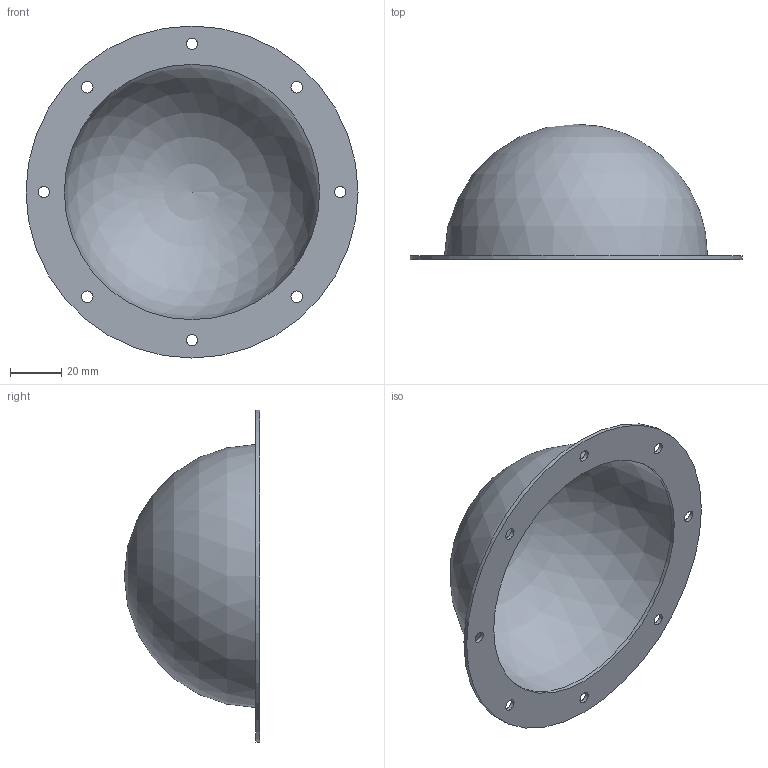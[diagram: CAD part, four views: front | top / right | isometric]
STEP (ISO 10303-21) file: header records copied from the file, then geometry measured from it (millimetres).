
FILE_DESCRIPTION(('FreeCAD Model'),'2;1');
FILE_NAME('acrylic_kuppel.step','2020-11-06T14:16:46',( 'Author'),(''),'Open CASCADE STEP processor 7.3','FreeCAD','Unknown' );
FILE_SCHEMA(('AUTOMOTIVE_DESIGN { 1 0 10303 214 1 1 1 1 }'));
Length unit declared in the file: millimetre
Products named in the file (1): Kuppel_Acryl
Bounding box: 130 x 53 x 130 mm (x, y, z)
Volume: 32213.9 mm3; surface area: 43731.8 mm2
Topology: 1 solids, 1 shells, 14 faces, 35 edges, 23 vertices
Faces by surface type: cylinder 10, plane 2, sphere 2
Full cylindrical faces by diameter (mm): 4.5 x8, 100 x1, 130 x1
Entity records: 930 total; most frequent: CARTESIAN_POINT 185, DIRECTION 144, ORIENTED_EDGE 66, PCURVE 66, DEFINITIONAL_REPRESENTATION 66, LINE 56, VECTOR 56, AXIS2_PLACEMENT_3D 38
